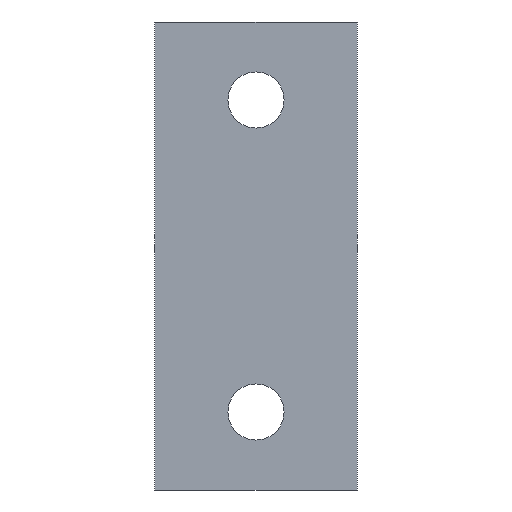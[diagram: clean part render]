
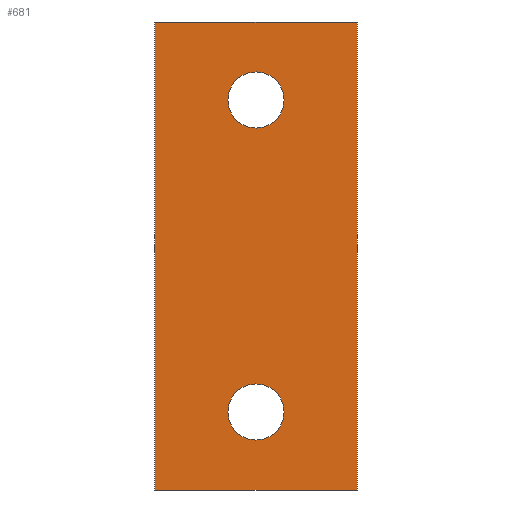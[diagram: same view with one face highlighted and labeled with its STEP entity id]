
A CAD part, front view. The second image highlights one B-rep face of the part: STEP entity #681.
In plain terms, the highlighted face is planar.
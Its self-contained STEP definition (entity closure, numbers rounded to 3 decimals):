
#45 = DIRECTION ( 'NONE',  ( -1., 0., 0. ) ) ;
#71 = CARTESIAN_POINT ( 'NONE',  ( 0., 0., 0. ) ) ;
#72 = FACE_BOUND ( 'NONE', #993, .T. ) ;
#79 = VERTEX_POINT ( 'NONE', #1040 ) ;
#88 = DIRECTION ( 'NONE',  ( 0., 0., -1. ) ) ;
#126 = ORIENTED_EDGE ( 'NONE', *, *, #504, .F. ) ;
#137 = CARTESIAN_POINT ( 'NONE',  ( 16., 32.5, 0. ) ) ;
#168 = DIRECTION ( 'NONE',  ( 0., 0., 1. ) ) ;
#191 = CARTESIAN_POINT ( 'NONE',  ( 0., 65., 0. ) ) ;
#205 = VECTOR ( 'NONE', #45, 1000. ) ;
#216 = DIRECTION ( 'NONE',  ( 0., 0., 1. ) ) ;
#218 = VECTOR ( 'NONE', #266, 1000. ) ;
#250 = LINE ( 'NONE', #1413, #218 ) ;
#266 = DIRECTION ( 'NONE',  ( 1., 0., 0. ) ) ;
#267 = AXIS2_PLACEMENT_3D ( 'NONE', #820, #548, #1597 ) ;
#273 = FACE_OUTER_BOUND ( 'NONE', #278, .T. ) ;
#278 = EDGE_LOOP ( 'NONE', ( #432, #126, #439, #1462 ) ) ;
#293 = CARTESIAN_POINT ( 'NONE',  ( 116., 32.5, 0. ) ) ;
#343 = LINE ( 'NONE', #191, #205 ) ;
#346 = CARTESIAN_POINT ( 'NONE',  ( 0., 0., 0. ) ) ;
#356 = AXIS2_PLACEMENT_3D ( 'NONE', #1497, #216, #1630 ) ;
#364 = ORIENTED_EDGE ( 'NONE', *, *, #640, .T. ) ;
#365 = VERTEX_POINT ( 'NONE', #931 ) ;
#396 = ORIENTED_EDGE ( 'NONE', *, *, #739, .T. ) ;
#432 = ORIENTED_EDGE ( 'NONE', *, *, #1148, .F. ) ;
#439 = ORIENTED_EDGE ( 'NONE', *, *, #1169, .F. ) ;
#449 = EDGE_CURVE ( 'NONE', #533, #365, #776, .T. ) ;
#459 = CARTESIAN_POINT ( 'NONE',  ( 34., 32.5, 0. ) ) ;
#468 = AXIS2_PLACEMENT_3D ( 'NONE', #862, #581, #1625 ) ;
#475 = LINE ( 'NONE', #71, #1631 ) ;
#494 = VERTEX_POINT ( 'NONE', #1581 ) ;
#504 = EDGE_CURVE ( 'NONE', #494, #79, #343, .T. ) ;
#509 = CARTESIAN_POINT ( 'NONE',  ( 150., 0., 0. ) ) ;
#522 = EDGE_CURVE ( 'NONE', #1288, #762, #1090, .T. ) ;
#533 = VERTEX_POINT ( 'NONE', #293 ) ;
#548 = DIRECTION ( 'NONE',  ( 0., 0., 1. ) ) ;
#581 = DIRECTION ( 'NONE',  ( 0., 0., 1. ) ) ;
#594 = CIRCLE ( 'NONE', #468, 9. ) ;
#596 = ORIENTED_EDGE ( 'NONE', *, *, #522, .T. ) ;
#613 = DIRECTION ( 'NONE',  ( 0., 1., 0. ) ) ;
#640 = EDGE_CURVE ( 'NONE', #762, #1288, #796, .T. ) ;
#681 = ADVANCED_FACE ( 'NONE', ( #1343, #273, #72 ), #698, .T. ) ;
#685 = CARTESIAN_POINT ( 'NONE',  ( 150., 0., 0. ) ) ;
#698 = PLANE ( 'NONE',  #1394 ) ;
#739 = EDGE_CURVE ( 'NONE', #365, #533, #594, .T. ) ;
#762 = VERTEX_POINT ( 'NONE', #459 ) ;
#776 = CIRCLE ( 'NONE', #267, 9. ) ;
#782 = VERTEX_POINT ( 'NONE', #1125 ) ;
#796 = CIRCLE ( 'NONE', #356, 9. ) ;
#820 = CARTESIAN_POINT ( 'NONE',  ( 125., 32.5, 0. ) ) ;
#862 = CARTESIAN_POINT ( 'NONE',  ( 125., 32.5, 0. ) ) ;
#931 = CARTESIAN_POINT ( 'NONE',  ( 134., 32.5, 0. ) ) ;
#940 = CARTESIAN_POINT ( 'NONE',  ( 25., 32.5, 0. ) ) ;
#977 = VERTEX_POINT ( 'NONE', #685 ) ;
#978 = AXIS2_PLACEMENT_3D ( 'NONE', #940, #168, #1068 ) ;
#993 = EDGE_LOOP ( 'NONE', ( #1444, #396 ) ) ;
#1015 = EDGE_LOOP ( 'NONE', ( #596, #364 ) ) ;
#1028 = LINE ( 'NONE', #509, #1067 ) ;
#1040 = CARTESIAN_POINT ( 'NONE',  ( 0., 65., 0. ) ) ;
#1067 = VECTOR ( 'NONE', #613, 1000. ) ;
#1068 = DIRECTION ( 'NONE',  ( 1., 0., 0. ) ) ;
#1090 = CIRCLE ( 'NONE', #978, 9. ) ;
#1125 = CARTESIAN_POINT ( 'NONE',  ( 0., 0., 0. ) ) ;
#1148 = EDGE_CURVE ( 'NONE', #79, #782, #475, .T. ) ;
#1169 = EDGE_CURVE ( 'NONE', #977, #494, #1028, .T. ) ;
#1288 = VERTEX_POINT ( 'NONE', #137 ) ;
#1343 = FACE_BOUND ( 'NONE', #1015, .T. ) ;
#1394 = AXIS2_PLACEMENT_3D ( 'NONE', #346, #88, #1480 ) ;
#1413 = CARTESIAN_POINT ( 'NONE',  ( 0., 0., 0. ) ) ;
#1444 = ORIENTED_EDGE ( 'NONE', *, *, #449, .T. ) ;
#1462 = ORIENTED_EDGE ( 'NONE', *, *, #1600, .F. ) ;
#1480 = DIRECTION ( 'NONE',  ( -1., 0., 0. ) ) ;
#1497 = CARTESIAN_POINT ( 'NONE',  ( 25., 32.5, 0. ) ) ;
#1581 = CARTESIAN_POINT ( 'NONE',  ( 150., 65., 0. ) ) ;
#1582 = DIRECTION ( 'NONE',  ( 0., -1., 0. ) ) ;
#1597 = DIRECTION ( 'NONE',  ( -1., 0., 0. ) ) ;
#1600 = EDGE_CURVE ( 'NONE', #782, #977, #250, .T. ) ;
#1625 = DIRECTION ( 'NONE',  ( -1., 0., 0. ) ) ;
#1630 = DIRECTION ( 'NONE',  ( 1., 0., 0. ) ) ;
#1631 = VECTOR ( 'NONE', #1582, 1000. ) ;
